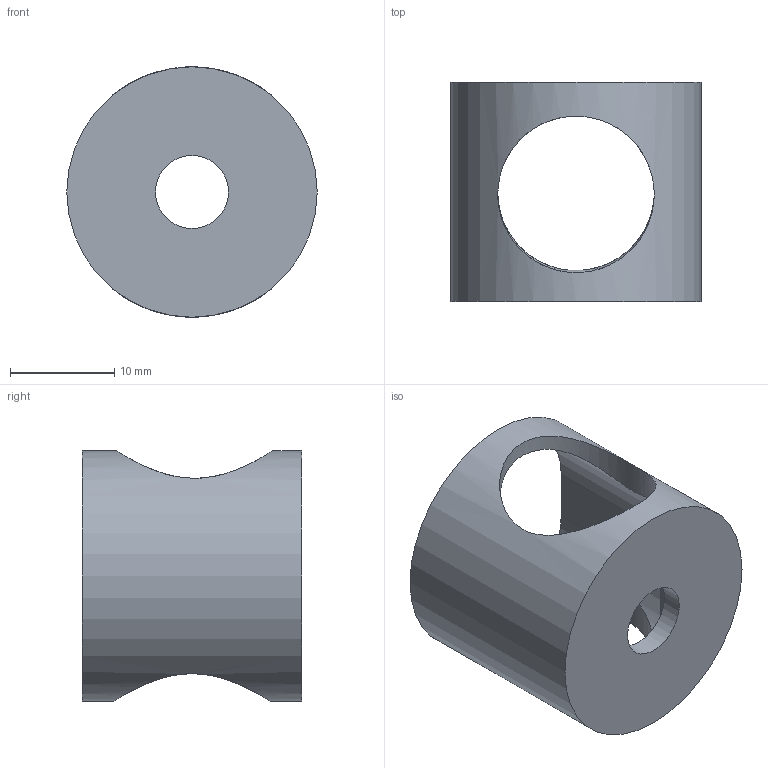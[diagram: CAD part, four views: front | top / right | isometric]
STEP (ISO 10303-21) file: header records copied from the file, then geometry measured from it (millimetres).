
FILE_DESCRIPTION(/* description */ (''),/* implementation_level */ '2;1');
FILE_NAME(/* name */ 'Exchanger.step',/* time_stamp */ '2020-03-24T18:28:45+01:00',/* author */ (''),/* organization */ (''),/* preprocessor_version */ 'ST-DEVELOPER v18',/* originating_system */ 'Autodesk Translation Framework v8.12.0.6',/* authorisation */ '');
FILE_SCHEMA (('AUTOMOTIVE_DESIGN { 1 0 10303 214 3 1 1 }'));
Length unit declared in the file: millimetre
Products named in the file (1): Exchanger
Bounding box: 24 x 21 x 24 mm (x, y, z)
Volume: 3227.4 mm3; surface area: 3338.6 mm2
Topology: 1 solids, 1 shells, 25 faces, 73 edges, 47 vertices
Faces by surface type: cylinder 13, plane 11, torus 1
Full cylindrical faces by diameter (mm): 7 x1, 15 x2, 21 x1, 24 x1
Entity records: 1032 total; most frequent: CARTESIAN_POINT 319, ORIENTED_EDGE 146, DIRECTION 141, EDGE_CURVE 73, AXIS2_PLACEMENT_3D 55, VERTEX_POINT 47, LINE 31, VECTOR 31
